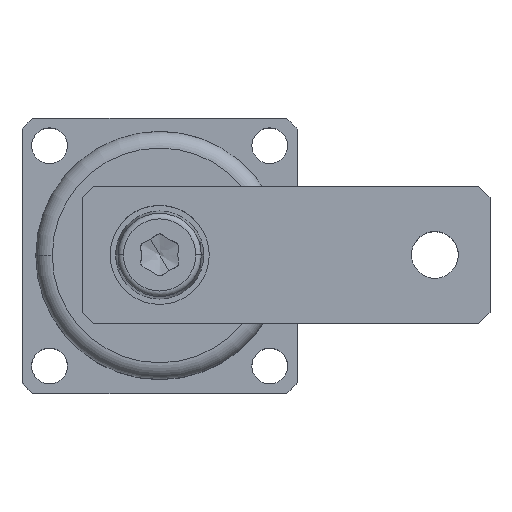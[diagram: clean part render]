
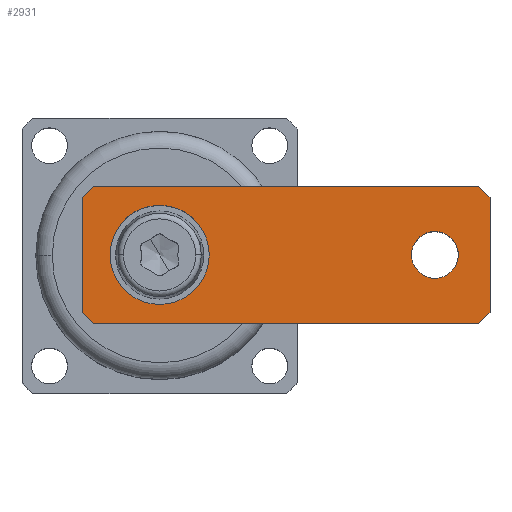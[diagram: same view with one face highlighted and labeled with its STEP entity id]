
A CAD part, top view. The second image highlights one B-rep face of the part: STEP entity #2931.
In plain terms, the highlighted face is planar.
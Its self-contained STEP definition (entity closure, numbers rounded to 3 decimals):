
#37 = DIRECTION ( 'NONE',  ( 0., -1., 0. ) ) ;
#53 = DIRECTION ( 'NONE',  ( 0., 0., -1. ) ) ;
#59 = CARTESIAN_POINT ( 'NONE',  ( 0., 25., 12.5 ) ) ;
#114 = DIRECTION ( 'NONE',  ( -1., 0., 0. ) ) ;
#120 = DIRECTION ( 'NONE',  ( 0., 0., 1. ) ) ;
#198 = CARTESIAN_POINT ( 'NONE',  ( 74., 25., -10.5 ) ) ;
#199 = DIRECTION ( 'NONE',  ( 0., 0., 1. ) ) ;
#200 = DIRECTION ( 'NONE',  ( -0.707, 0., -0.707 ) ) ;
#203 = CARTESIAN_POINT ( 'NONE',  ( 0., 25., 12.5 ) ) ;
#206 = CARTESIAN_POINT ( 'NONE',  ( 14., 25., 0. ) ) ;
#207 = DIRECTION ( 'NONE',  ( -1., 0., 0. ) ) ;
#211 = DIRECTION ( 'NONE',  ( 0., 1., 0. ) ) ;
#233 = DIRECTION ( 'NONE',  ( 0., 1., 0. ) ) ;
#278 = CARTESIAN_POINT ( 'NONE',  ( 72., 25., 12.5 ) ) ;
#281 = CARTESIAN_POINT ( 'NONE',  ( 64., 25., 0. ) ) ;
#310 = DIRECTION ( 'NONE',  ( 0., 0., -1. ) ) ;
#312 = PLANE ( 'NONE',  #1758 ) ;
#313 = CARTESIAN_POINT ( 'NONE',  ( 0., 25., 12.5 ) ) ;
#359 = DIRECTION ( 'NONE',  ( 0.707, 0., -0.707 ) ) ;
#436 = CARTESIAN_POINT ( 'NONE',  ( 0., 25., -12.5 ) ) ;
#512 = EDGE_CURVE ( 'NONE', #5271, #4627, #4773, .T. ) ;
#573 = EDGE_CURVE ( 'NONE', #4536, #5158, #3945, .T. ) ;
#580 = EDGE_CURVE ( 'NONE', #5020, #5276, #4349, .T. ) ;
#643 = EDGE_CURVE ( 'NONE', #4997, #4670, #4103, .T. ) ;
#696 = DIRECTION ( 'NONE',  ( 0.707, 0., 0.707 ) ) ;
#700 = CARTESIAN_POINT ( 'NONE',  ( 2., 25., 12.5 ) ) ;
#982 = DIRECTION ( 'NONE',  ( -0.707, 0., 0.707 ) ) ;
#983 = CARTESIAN_POINT ( 'NONE',  ( 0., 25., -10.5 ) ) ;
#1735 = AXIS2_PLACEMENT_3D ( 'NONE', #281, #233, #199 ) ;
#1740 = AXIS2_PLACEMENT_3D ( 'NONE', #206, #211, #120 ) ;
#1758 = AXIS2_PLACEMENT_3D ( 'NONE', #313, #37, #310 ) ;
#2043 = DIRECTION ( 'NONE',  ( 0., 0., 1. ) ) ;
#2045 = DIRECTION ( 'NONE',  ( 0., 1., 0. ) ) ;
#2046 = CARTESIAN_POINT ( 'NONE',  ( 64., 25., 0. ) ) ;
#2064 = DIRECTION ( 'NONE',  ( 0., 0., -1. ) ) ;
#2073 = CARTESIAN_POINT ( 'NONE',  ( 74., 25., 12.5 ) ) ;
#2326 = DIRECTION ( 'NONE',  ( 0., 0., 1. ) ) ;
#2327 = DIRECTION ( 'NONE',  ( 0., 1., 0. ) ) ;
#2328 = CARTESIAN_POINT ( 'NONE',  ( 14., 25., 0. ) ) ;
#2354 = AXIS2_PLACEMENT_3D ( 'NONE', #2046, #2045, #2043 ) ;
#2368 = AXIS2_PLACEMENT_3D ( 'NONE', #2328, #2327, #2326 ) ;
#2386 = EDGE_CURVE ( 'NONE', #4469, #5257, #4024, .T. ) ;
#2480 = EDGE_CURVE ( 'NONE', #4795, #4469, #3956, .T. ) ;
#2531 = EDGE_CURVE ( 'NONE', #4997, #5257, #4226, .T. ) ;
#2536 = EDGE_CURVE ( 'NONE', #5276, #5020, #3929, .T. ) ;
#2537 = EDGE_CURVE ( 'NONE', #5100, #4536, #3933, .T. ) ;
#2538 = EDGE_CURVE ( 'NONE', #5158, #4795, #3938, .T. ) ;
#2539 = EDGE_CURVE ( 'NONE', #5100, #4670, #3935, .T. ) ;
#2541 = EDGE_CURVE ( 'NONE', #4627, #5271, #3941, .T. ) ;
#2931 = ADVANCED_FACE ( 'NONE', ( #4267, #3959, #3964 ), #312, .F. ) ;
#3164 = CARTESIAN_POINT ( 'NONE',  ( 2., 25., 12.5 ) ) ;
#3170 = CARTESIAN_POINT ( 'NONE',  ( 14., 25., 9. ) ) ;
#3201 = CARTESIAN_POINT ( 'NONE',  ( 74., 25., 10.5 ) ) ;
#3205 = CARTESIAN_POINT ( 'NONE',  ( 72., 25., -12.5 ) ) ;
#3212 = CARTESIAN_POINT ( 'NONE',  ( 2., 25., -12.5 ) ) ;
#3599 = CARTESIAN_POINT ( 'NONE',  ( 74., 25., -10.5 ) ) ;
#3689 = CARTESIAN_POINT ( 'NONE',  ( 72., 25., 12.5 ) ) ;
#3728 = CARTESIAN_POINT ( 'NONE',  ( 64., 25., -4.25 ) ) ;
#3736 = CARTESIAN_POINT ( 'NONE',  ( 14., 25., -9. ) ) ;
#3737 = CARTESIAN_POINT ( 'NONE',  ( 64., 25., 4.25 ) ) ;
#3746 = CARTESIAN_POINT ( 'NONE',  ( 0., 25., 10.5 ) ) ;
#3752 = CARTESIAN_POINT ( 'NONE',  ( 0., 25., -10.5 ) ) ;
#3929 = CIRCLE ( 'NONE', #1735, 4.25 ) ;
#3933 = LINE ( 'NONE', #278, #3937 ) ;
#3934 = VECTOR ( 'NONE', #200, 1000. ) ;
#3935 = LINE ( 'NONE', #203, #3942 ) ;
#3937 = VECTOR ( 'NONE', #359, 1000. ) ;
#3938 = LINE ( 'NONE', #198, #3934 ) ;
#3941 = CIRCLE ( 'NONE', #1740, 9. ) ;
#3942 = VECTOR ( 'NONE', #207, 1000. ) ;
#3945 = LINE ( 'NONE', #2073, #4357 ) ;
#3956 = LINE ( 'NONE', #436, #4194 ) ;
#3959 = FACE_BOUND ( 'NONE', #5299, .T. ) ;
#3964 = FACE_OUTER_BOUND ( 'NONE', #5073, .T. ) ;
#4018 = VECTOR ( 'NONE', #982, 1000. ) ;
#4024 = LINE ( 'NONE', #983, #4018 ) ;
#4103 = LINE ( 'NONE', #700, #4239 ) ;
#4194 = VECTOR ( 'NONE', #114, 1000. ) ;
#4224 = VECTOR ( 'NONE', #53, 1000. ) ;
#4226 = LINE ( 'NONE', #59, #4224 ) ;
#4239 = VECTOR ( 'NONE', #696, 1000. ) ;
#4267 = FACE_BOUND ( 'NONE', #4523, .T. ) ;
#4349 = CIRCLE ( 'NONE', #2354, 4.25 ) ;
#4357 = VECTOR ( 'NONE', #2064, 1000. ) ;
#4469 = VERTEX_POINT ( 'NONE', #3212 ) ;
#4491 = ORIENTED_EDGE ( 'NONE', *, *, #2480, .T. ) ;
#4519 = ORIENTED_EDGE ( 'NONE', *, *, #573, .T. ) ;
#4523 = EDGE_LOOP ( 'NONE', ( #4844, #4822 ) ) ;
#4536 = VERTEX_POINT ( 'NONE', #3201 ) ;
#4627 = VERTEX_POINT ( 'NONE', #3170 ) ;
#4670 = VERTEX_POINT ( 'NONE', #3164 ) ;
#4676 = ORIENTED_EDGE ( 'NONE', *, *, #2539, .F. ) ;
#4740 = ORIENTED_EDGE ( 'NONE', *, *, #2538, .T. ) ;
#4764 = ORIENTED_EDGE ( 'NONE', *, *, #643, .T. ) ;
#4773 = CIRCLE ( 'NONE', #2368, 9. ) ;
#4793 = ORIENTED_EDGE ( 'NONE', *, *, #2537, .T. ) ;
#4795 = VERTEX_POINT ( 'NONE', #3205 ) ;
#4822 = ORIENTED_EDGE ( 'NONE', *, *, #512, .F. ) ;
#4844 = ORIENTED_EDGE ( 'NONE', *, *, #2541, .F. ) ;
#4930 = ORIENTED_EDGE ( 'NONE', *, *, #2531, .F. ) ;
#4997 = VERTEX_POINT ( 'NONE', #3746 ) ;
#5020 = VERTEX_POINT ( 'NONE', #3728 ) ;
#5063 = ORIENTED_EDGE ( 'NONE', *, *, #2536, .F. ) ;
#5073 = EDGE_LOOP ( 'NONE', ( #4676, #4793, #4519, #4740, #4491, #5445, #4930, #4764 ) ) ;
#5100 = VERTEX_POINT ( 'NONE', #3689 ) ;
#5109 = ORIENTED_EDGE ( 'NONE', *, *, #580, .F. ) ;
#5158 = VERTEX_POINT ( 'NONE', #3599 ) ;
#5257 = VERTEX_POINT ( 'NONE', #3752 ) ;
#5271 = VERTEX_POINT ( 'NONE', #3736 ) ;
#5276 = VERTEX_POINT ( 'NONE', #3737 ) ;
#5299 = EDGE_LOOP ( 'NONE', ( #5063, #5109 ) ) ;
#5445 = ORIENTED_EDGE ( 'NONE', *, *, #2386, .T. ) ;
